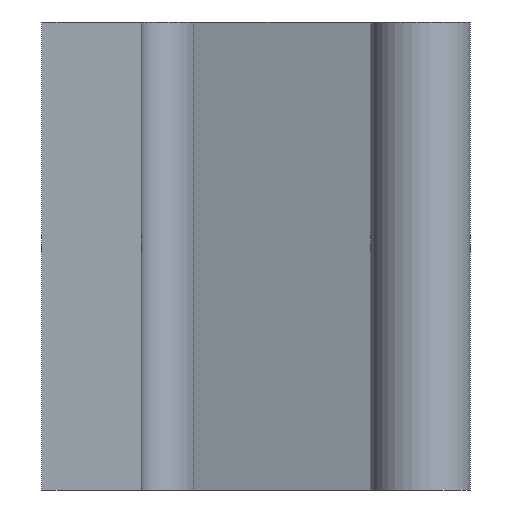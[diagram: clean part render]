
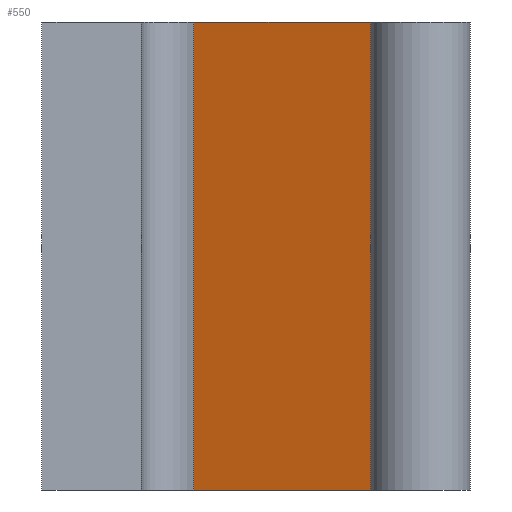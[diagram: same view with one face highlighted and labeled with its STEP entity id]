
A CAD part, left-side view. The second image highlights one B-rep face of the part: STEP entity #550.
In plain terms, the highlighted planar face has unit normal (-0.951, 0.309, 0).
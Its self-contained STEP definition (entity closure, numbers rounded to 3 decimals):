
#44=DIRECTION('',(0.309,0.951,0.));
#45=VECTOR('',#44,1.868);
#46=CARTESIAN_POINT('',(-2.787,-2.3,30.7));
#47=LINE('',#46,#45);
#144=DIRECTION('',(-0.309,-0.951,0.));
#145=VECTOR('',#144,1.868);
#146=CARTESIAN_POINT('',(-2.21,-0.524,26.));
#147=LINE('',#146,#145);
#186=DIRECTION('',(0.,0.,-1.));
#187=VECTOR('',#186,4.7);
#188=CARTESIAN_POINT('',(-2.787,-2.3,30.7));
#189=LINE('',#188,#187);
#190=DIRECTION('',(0.,0.,-1.));
#191=VECTOR('',#190,4.7);
#192=CARTESIAN_POINT('',(-2.21,-0.524,30.7));
#193=LINE('',#192,#191);
#322=CARTESIAN_POINT('',(-2.21,-0.524,30.7));
#323=CARTESIAN_POINT('',(-2.21,-0.524,26.));
#324=VERTEX_POINT('',#322);
#325=VERTEX_POINT('',#323);
#326=CARTESIAN_POINT('',(-2.787,-2.3,30.7));
#327=VERTEX_POINT('',#326);
#328=CARTESIAN_POINT('',(-2.787,-2.3,26.));
#329=VERTEX_POINT('',#328);
#538=CARTESIAN_POINT('',(-2.21,-0.524,0.));
#539=DIRECTION('',(-0.951,0.309,0.));
#540=DIRECTION('',(-0.309,-0.951,0.));
#541=AXIS2_PLACEMENT_3D('',#538,#539,#540);
#542=PLANE('',#541);
#543=ORIENTED_EDGE('',*,*,#383,.F.);
#544=ORIENTED_EDGE('',*,*,#533,.T.);
#545=ORIENTED_EDGE('',*,*,#460,.F.);
#547=ORIENTED_EDGE('',*,*,#546,.F.);
#548=EDGE_LOOP('',(#543,#544,#545,#547));
#549=FACE_OUTER_BOUND('',#548,.F.);
#383=EDGE_CURVE('',#327,#324,#47,.T.);
#460=EDGE_CURVE('',#325,#329,#147,.T.);
#533=EDGE_CURVE('',#327,#329,#189,.T.);
#546=EDGE_CURVE('',#324,#325,#193,.T.);
#550=ADVANCED_FACE('',(#549),#542,.T.);
